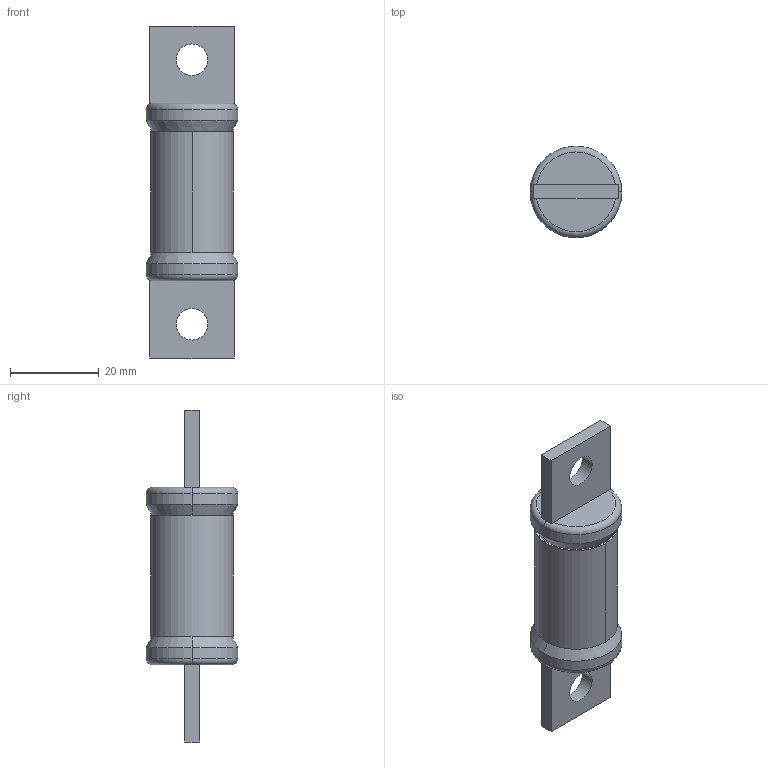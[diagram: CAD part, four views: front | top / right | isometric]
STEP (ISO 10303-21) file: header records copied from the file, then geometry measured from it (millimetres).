
FILE_DESCRIPTION (( 'STEP AP214' ), '1' );
FILE_NAME ('24158revb.STEP', '2013-05-09T17:13:25', ( '' ), ( '' ), 'SwSTEP 2.0', 'SolidWorks 2012', '' );
FILE_SCHEMA (( 'AUTOMOTIVE_DESIGN' ));
Length unit declared in the file: inch
Products named in the file (1): 24158revb
Bounding box: 20.65 x 20.65 x 74.96 mm (x, y, z)
Volume: 9476 mm3; surface area: 8635 mm2
Topology: 5 solids, 5 shells, 74 faces, 148 edges, 88 vertices
Faces by surface type: cylinder 24, plane 22, cone 12, bspline 8, torus 8
Entity records: 3430 total; most frequent: CARTESIAN_POINT 815, DIRECTION 354, ORIENTED_EDGE 296, EDGE_CURVE 148, AXIS2_PLACEMENT_3D 147, VERTEX_POINT 88, EDGE_LOOP 84, UNCERTAINTY_MEASURE_WITH_UNIT 81
